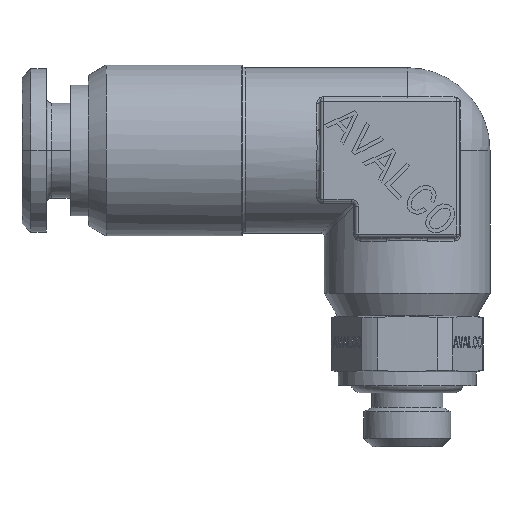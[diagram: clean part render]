
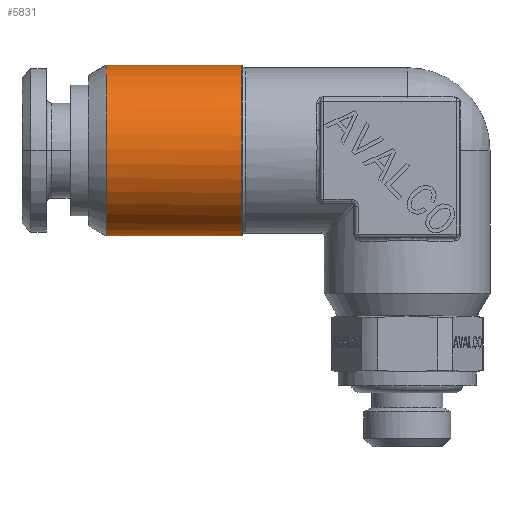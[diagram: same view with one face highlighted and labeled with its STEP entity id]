
A CAD part, top view. The second image highlights one B-rep face of the part: STEP entity #5831.
In plain terms, the highlighted cylindrical face has radius 4.9 mm (diameter 9.8 mm), a partial arc.
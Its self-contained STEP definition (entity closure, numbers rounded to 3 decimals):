
#5371=CARTESIAN_POINT('Vertex',(-9.499,-4.9,0.)) ;
#5378=CARTESIAN_POINT('Vertex',(-9.499,4.9,0.)) ;
#5381=CARTESIAN_POINT('Axis2P3D Location',(-9.499,0.,0.)) ;
#5789=CARTESIAN_POINT('Axis2P3D Location',(-18.75,0.,0.)) ;
#5794=CARTESIAN_POINT('Line Origine',(-18.75,4.9,0.)) ;
#5798=CARTESIAN_POINT('Vertex',(-17.28,4.9,0.)) ;
#5802=CARTESIAN_POINT('Control Point',(-17.28,4.9,0.)) ;
#5803=CARTESIAN_POINT('Control Point',(-17.28,4.9,0.77)) ;
#5804=CARTESIAN_POINT('Control Point',(-17.28,4.749,1.539)) ;
#5805=CARTESIAN_POINT('Control Point',(-17.28,4.446,2.269)) ;
#5806=CARTESIAN_POINT('Control Point',(-17.28,3.572,3.572)) ;
#5807=CARTESIAN_POINT('Control Point',(-17.28,2.269,4.446)) ;
#5808=CARTESIAN_POINT('Control Point',(-17.28,1.539,4.749)) ;
#5809=CARTESIAN_POINT('Control Point',(-17.28,0.,5.051)) ;
#5810=CARTESIAN_POINT('Control Point',(-17.28,-1.539,4.749)) ;
#5811=CARTESIAN_POINT('Control Point',(-17.28,-2.269,4.446)) ;
#5812=CARTESIAN_POINT('Control Point',(-17.28,-3.572,3.572)) ;
#5813=CARTESIAN_POINT('Control Point',(-17.28,-4.446,2.269)) ;
#5814=CARTESIAN_POINT('Control Point',(-17.28,-4.749,1.539)) ;
#5815=CARTESIAN_POINT('Control Point',(-17.28,-4.9,0.77)) ;
#5816=CARTESIAN_POINT('Control Point',(-17.28,-4.9,0.)) ;
#5817=CARTESIAN_POINT('Vertex',(-17.28,-4.9,0.)) ;
#5820=CARTESIAN_POINT('Line Origine',(-18.75,-4.9,0.)) ;
#5382=DIRECTION('Axis2P3D Direction',(-1.,0.,0.)) ;
#5790=DIRECTION('Axis2P3D Direction',(1.,0.,0.)) ;
#5791=DIRECTION('Axis2P3D XDirection',(0.,1.,0.)) ;
#5795=DIRECTION('Vector Direction',(1.,0.,0.)) ;
#5821=DIRECTION('Vector Direction',(1.,0.,0.)) ;
#5383=AXIS2_PLACEMENT_3D('Circle Axis2P3D',#5381,#5382,$) ;
#5792=AXIS2_PLACEMENT_3D('Cylinder Axis2P3D',#5789,#5790,#5791) ;
#5826=ORIENTED_EDGE('',*,*,#5800,.F.) ;
#5827=ORIENTED_EDGE('',*,*,#5819,.T.) ;
#5828=ORIENTED_EDGE('',*,*,#5824,.T.) ;
#5829=ORIENTED_EDGE('',*,*,#5385,.F.) ;
#5796=VECTOR('Line Direction',#5795,1.) ;
#5822=VECTOR('Line Direction',#5821,1.) ;
#5831=ADVANCED_FACE('PR507B-04M5H',(#5830),#5793,.T.) ;
#5801=B_SPLINE_CURVE_WITH_KNOTS('',5,(#5802,#5803,#5804,#5805,#5806,#5807,#5808,#5809,#5810,#5811,#5812,#5813,#5814,#5815,#5816),.UNSPECIFIED.,.F.,.U.,(6,3,3,3,6),(-7.697,-3.848,0.,3.848,7.697),.UNSPECIFIED.) ;
#5384=CIRCLE('generated circle',#5383,4.9) ;
#5793=CYLINDRICAL_SURFACE('generated cylinder',#5792,4.9) ;
#5385=EDGE_CURVE('',#5379,#5372,#5384,.F.) ;
#5800=EDGE_CURVE('',#5799,#5379,#5797,.T.) ;
#5819=EDGE_CURVE('',#5799,#5818,#5801,.T.) ;
#5824=EDGE_CURVE('',#5818,#5372,#5823,.T.) ;
#5825=EDGE_LOOP('',(#5826,#5827,#5828,#5829)) ;
#5830=FACE_OUTER_BOUND('',#5825,.T.) ;
#5797=LINE('Line',#5794,#5796) ;
#5823=LINE('Line',#5820,#5822) ;
#5372=VERTEX_POINT('',#5371) ;
#5379=VERTEX_POINT('',#5378) ;
#5799=VERTEX_POINT('',#5798) ;
#5818=VERTEX_POINT('',#5817) ;
